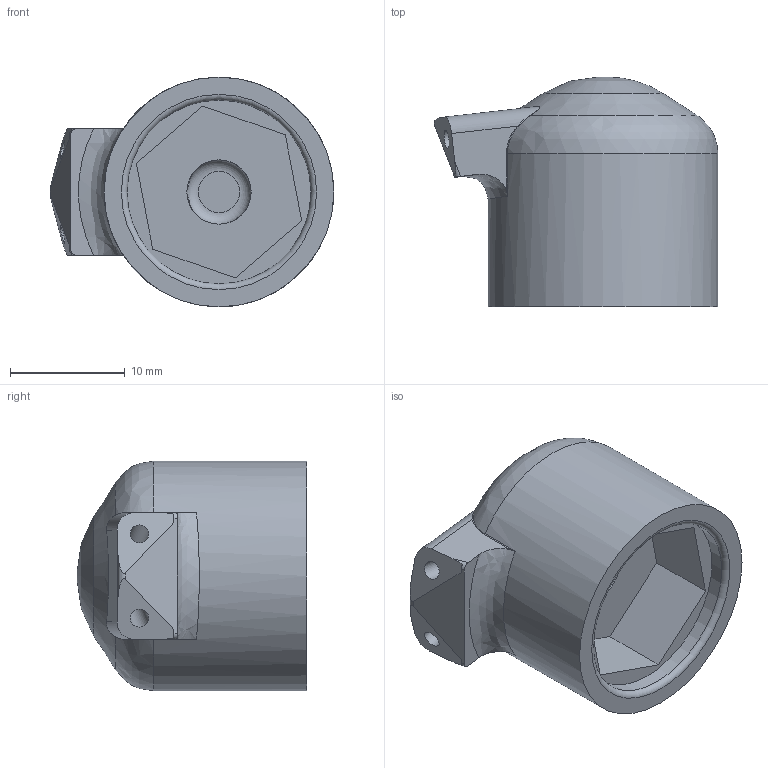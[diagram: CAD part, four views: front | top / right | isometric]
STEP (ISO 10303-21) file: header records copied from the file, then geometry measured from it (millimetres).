
FILE_DESCRIPTION(('FreeCAD Model'),'2;1');
FILE_NAME( '/', '2016-06-19T21:57:59',('Author'),(''), 'Open CASCADE STEP processor 6.9','FreeCAD','Unknown');
FILE_SCHEMA(('AUTOMOTIVE_DESIGN_CC2 { 1 2 10303 214 -1 1 5 4 }'));
Length unit declared in the file: millimetre
Products named in the file (2): ASSEMBLY; Fillet006Body
Assembly tree (1 placements, depth 2):
  ASSEMBLY
    Fillet006Body
Bounding box: 24.7 x 20 x 20 mm (x, y, z)
Volume: 4223.3 mm3; surface area: 2380.3 mm2
Topology: 1 solids, 1 shells, 49 faces, 128 edges, 82 vertices
Faces by surface type: plane 20, cylinder 15, bspline 10, torus 2, cone 1, revolution 1
Full cylindrical faces by diameter (mm): 1.6 x2, 5.6 x1, 16 x1, 20 x1
Entity records: 8619 total; most frequent: CARTESIAN_POINT 6230, DIRECTION 382, ORIENTED_EDGE 256, PCURVE 256, DEFINITIONAL_REPRESENTATION 256, LINE 223, VECTOR 223, EDGE_CURVE 128
